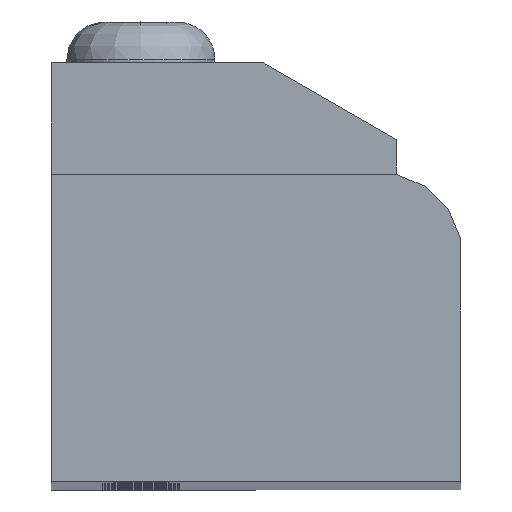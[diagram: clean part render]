
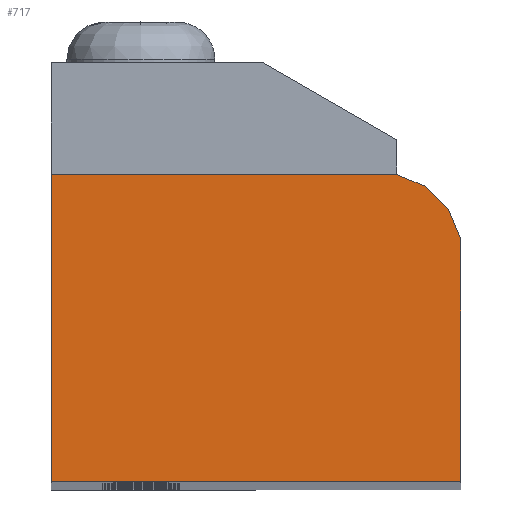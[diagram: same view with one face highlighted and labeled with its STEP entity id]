
A CAD part, top view. The second image highlights one B-rep face of the part: STEP entity #717.
In plain terms, the highlighted planar face has unit normal (0, 0, 1).
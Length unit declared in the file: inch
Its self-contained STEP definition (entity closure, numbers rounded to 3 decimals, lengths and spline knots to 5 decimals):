
#425=CARTESIAN_POINT('',(0.0,0.0,12.0));
#426=VERTEX_POINT('',#425);
#427=CARTESIAN_POINT('',(0.,0.75,12.0));
#428=VERTEX_POINT('',#427);
#429=CARTESIAN_POINT('',(0.0,0.0,12.0));
#430=DIRECTION('',(0.0,1.0,0.0));
#431=VECTOR('',#430,0.75);
#432=LINE('',#429,#431);
#433=EDGE_CURVE('',#426,#428,#432,.T.);
#468=CARTESIAN_POINT('',(0.84044,0.75,12.0));
#469=VERTEX_POINT('',#468);
#470=CARTESIAN_POINT('',(0.,0.75,12.0));
#471=DIRECTION('',(1.0,0.0,0.0));
#472=VECTOR('',#471,0.84044);
#473=LINE('',#470,#472);
#474=EDGE_CURVE('',#428,#469,#473,.T.);
#523=CARTESIAN_POINT('',(0.91282,0.72002,12.0));
#524=VERTEX_POINT('',#523);
#525=CARTESIAN_POINT('',(0.84044,0.75,12.0));
#526=DIRECTION('',(0.924,-0.383,0.0));
#527=VECTOR('',#526,0.07834);
#528=LINE('',#525,#527);
#529=EDGE_CURVE('',#469,#524,#528,.T.);
#554=CARTESIAN_POINT('',(0.96939,0.66345,12.0));
#555=VERTEX_POINT('',#554);
#556=CARTESIAN_POINT('',(0.91282,0.72002,12.0));
#557=DIRECTION('',(0.707,-0.707,0.0));
#558=VECTOR('',#557,0.08);
#559=LINE('',#556,#558);
#560=EDGE_CURVE('',#524,#555,#559,.T.);
#585=CARTESIAN_POINT('',(1.0,0.58954,12.0));
#586=VERTEX_POINT('',#585);
#587=CARTESIAN_POINT('',(0.96939,0.66345,12.0));
#588=DIRECTION('',(0.383,-0.924,0.0));
#589=VECTOR('',#588,0.08);
#590=LINE('',#587,#589);
#591=EDGE_CURVE('',#555,#586,#590,.T.);
#616=CARTESIAN_POINT('',(1.0,0.,12.0));
#617=VERTEX_POINT('',#616);
#618=CARTESIAN_POINT('',(1.0,0.58954,12.0));
#619=DIRECTION('',(0.0,-1.0,0.0));
#620=VECTOR('',#619,0.58954);
#621=LINE('',#618,#620);
#622=EDGE_CURVE('',#586,#617,#621,.T.);
#647=CARTESIAN_POINT('',(1.0,0.,12.0));
#648=DIRECTION('',(-1.0,0.0,0.0));
#649=VECTOR('',#648,1.0);
#650=LINE('',#647,#649);
#651=EDGE_CURVE('',#617,#426,#650,.T.);
#703=CARTESIAN_POINT('',(0.48721,0.36521,12.0));
#704=DIRECTION('',(0.0,0.0,1.0));
#705=DIRECTION('',(1.0,0.0,0.0));
#706=AXIS2_PLACEMENT_3D('',#703,#704,#705);
#707=PLANE('',#706);
#708=ORIENTED_EDGE('',*,*,#433,.F.);
#709=ORIENTED_EDGE('',*,*,#651,.F.);
#710=ORIENTED_EDGE('',*,*,#622,.F.);
#711=ORIENTED_EDGE('',*,*,#591,.F.);
#712=ORIENTED_EDGE('',*,*,#560,.F.);
#713=ORIENTED_EDGE('',*,*,#529,.F.);
#714=ORIENTED_EDGE('',*,*,#474,.F.);
#715=EDGE_LOOP('',(#708,#709,#710,#711,#712,#713,#714));
#716=FACE_OUTER_BOUND('',#715,.T.);
#717=ADVANCED_FACE('',(#716),#707,.T.);
